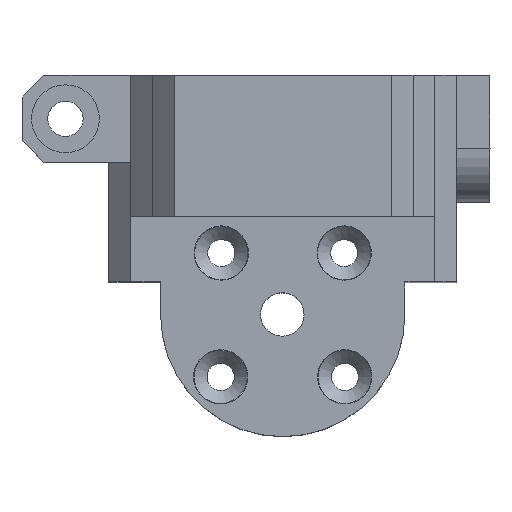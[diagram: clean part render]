
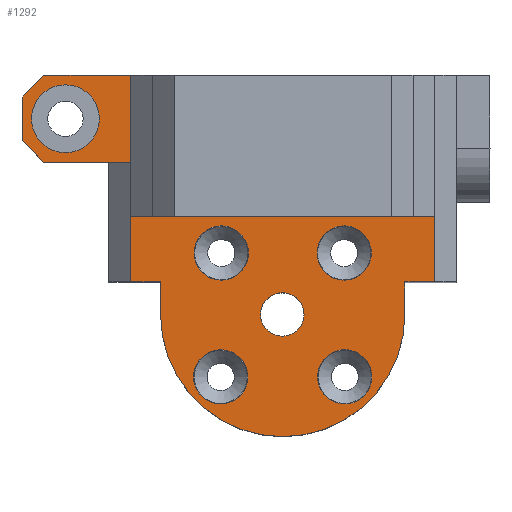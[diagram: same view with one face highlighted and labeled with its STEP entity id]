
A CAD part, top view. The second image highlights one B-rep face of the part: STEP entity #1292.
In plain terms, the highlighted planar face has unit normal (0, 0, 1).
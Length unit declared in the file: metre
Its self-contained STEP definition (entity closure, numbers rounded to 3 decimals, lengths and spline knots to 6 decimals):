
#75=LINE('',#1884,#182);
#89=LINE('',#1935,#196);
#100=LINE('',#1969,#207);
#109=LINE('',#2018,#216);
#110=LINE('',#2020,#217);
#111=LINE('',#2022,#218);
#112=LINE('',#2023,#219);
#113=LINE('',#2025,#220);
#114=LINE('',#2027,#221);
#115=LINE('',#2029,#222);
#116=LINE('',#2031,#223);
#117=LINE('',#2032,#224);
#118=LINE('',#2036,#225);
#182=VECTOR('',#1512,1.);
#196=VECTOR('',#1544,1.);
#207=VECTOR('',#1567,1.);
#216=VECTOR('',#1602,1.);
#217=VECTOR('',#1603,1.);
#218=VECTOR('',#1604,1.);
#219=VECTOR('',#1605,1.);
#220=VECTOR('',#1606,1.);
#221=VECTOR('',#1607,1.);
#222=VECTOR('',#1608,1.);
#223=VECTOR('',#1609,1.);
#224=VECTOR('',#1610,1.);
#225=VECTOR('',#1613,1.);
#356=ORIENTED_EDGE('',*,*,#665,.F.);
#357=ORIENTED_EDGE('',*,*,#697,.T.);
#358=ORIENTED_EDGE('',*,*,#698,.F.);
#359=ORIENTED_EDGE('',*,*,#699,.T.);
#360=ORIENTED_EDGE('',*,*,#644,.F.);
#361=ORIENTED_EDGE('',*,*,#700,.F.);
#362=ORIENTED_EDGE('',*,*,#701,.T.);
#363=ORIENTED_EDGE('',*,*,#702,.T.);
#364=ORIENTED_EDGE('',*,*,#703,.T.);
#365=ORIENTED_EDGE('',*,*,#704,.T.);
#366=ORIENTED_EDGE('',*,*,#680,.F.);
#367=ORIENTED_EDGE('',*,*,#705,.F.);
#368=ORIENTED_EDGE('',*,*,#706,.F.);
#369=ORIENTED_EDGE('',*,*,#707,.T.);
#370=ORIENTED_EDGE('',*,*,#672,.T.);
#371=ORIENTED_EDGE('',*,*,#685,.T.);
#372=ORIENTED_EDGE('',*,*,#708,.T.);
#373=ORIENTED_EDGE('',*,*,#709,.F.);
#374=ORIENTED_EDGE('',*,*,#710,.T.);
#375=ORIENTED_EDGE('',*,*,#711,.T.);
#644=EDGE_CURVE('',#819,#820,#75,.T.);
#665=EDGE_CURVE('',#837,#838,#89,.T.);
#672=EDGE_CURVE('',#844,#844,#941,.F.);
#680=EDGE_CURVE('',#851,#852,#100,.T.);
#685=EDGE_CURVE('',#855,#855,#943,.F.);
#697=EDGE_CURVE('',#837,#864,#109,.T.);
#698=EDGE_CURVE('',#865,#864,#110,.T.);
#699=EDGE_CURVE('',#865,#820,#111,.T.);
#700=EDGE_CURVE('',#866,#819,#112,.T.);
#701=EDGE_CURVE('',#866,#867,#113,.T.);
#702=EDGE_CURVE('',#867,#868,#114,.T.);
#703=EDGE_CURVE('',#868,#869,#115,.T.);
#704=EDGE_CURVE('',#869,#852,#116,.T.);
#705=EDGE_CURVE('',#870,#851,#117,.T.);
#706=EDGE_CURVE('',#871,#870,#949,.F.);
#707=EDGE_CURVE('',#871,#838,#118,.T.);
#708=EDGE_CURVE('',#872,#872,#950,.F.);
#709=EDGE_CURVE('',#873,#873,#951,.T.);
#710=EDGE_CURVE('',#874,#874,#952,.F.);
#711=EDGE_CURVE('',#875,#875,#953,.F.);
#819=VERTEX_POINT('',#1883);
#820=VERTEX_POINT('',#1885);
#837=VERTEX_POINT('',#1934);
#838=VERTEX_POINT('',#1936);
#844=VERTEX_POINT('',#1950);
#851=VERTEX_POINT('',#1970);
#852=VERTEX_POINT('',#1971);
#855=VERTEX_POINT('',#1980);
#864=VERTEX_POINT('',#2019);
#865=VERTEX_POINT('',#2021);
#866=VERTEX_POINT('',#2024);
#867=VERTEX_POINT('',#2026);
#868=VERTEX_POINT('',#2028);
#869=VERTEX_POINT('',#2030);
#870=VERTEX_POINT('',#2033);
#871=VERTEX_POINT('',#2035);
#872=VERTEX_POINT('',#2038);
#873=VERTEX_POINT('',#2040);
#874=VERTEX_POINT('',#2042);
#875=VERTEX_POINT('',#2044);
#941=CIRCLE('',#1385,0.0025);
#943=CIRCLE('',#1390,0.0025);
#949=CIRCLE('',#1401,0.01125);
#950=CIRCLE('',#1402,0.0025);
#951=CIRCLE('',#1403,0.003125);
#952=CIRCLE('',#1404,0.002);
#953=CIRCLE('',#1405,0.0025);
#1004=EDGE_LOOP('',(#356,#357,#358,#359,#360,#361,#362,#363,#364,#365,#366,
#367,#368,#369));
#1005=EDGE_LOOP('',(#370));
#1006=EDGE_LOOP('',(#371));
#1007=EDGE_LOOP('',(#372));
#1008=EDGE_LOOP('',(#373));
#1009=EDGE_LOOP('',(#374));
#1010=EDGE_LOOP('',(#375));
#1130=FACE_BOUND('',#1004,.T.);
#1131=FACE_BOUND('',#1005,.T.);
#1132=FACE_BOUND('',#1006,.T.);
#1133=FACE_BOUND('',#1007,.T.);
#1134=FACE_BOUND('',#1008,.T.);
#1135=FACE_BOUND('',#1009,.T.);
#1136=FACE_BOUND('',#1010,.T.);
#1239=PLANE('',#1400);
#1292=ADVANCED_FACE('',(#1130,#1131,#1132,#1133,#1134,#1135,#1136),#1239,
 .T.);
#1385=AXIS2_PLACEMENT_3D('',#1949,#1555,#1556);
#1390=AXIS2_PLACEMENT_3D('',#1979,#1575,#1576);
#1400=AXIS2_PLACEMENT_3D('',#2017,#1600,#1601);
#1401=AXIS2_PLACEMENT_3D('',#2034,#1611,#1612);
#1402=AXIS2_PLACEMENT_3D('',#2037,#1614,#1615);
#1403=AXIS2_PLACEMENT_3D('',#2039,#1616,#1617);
#1404=AXIS2_PLACEMENT_3D('',#2041,#1618,#1619);
#1405=AXIS2_PLACEMENT_3D('',#2043,#1620,#1621);
#1512=DIRECTION('',(1.,0.,0.));
#1544=DIRECTION('',(-1.,0.,0.));
#1555=DIRECTION('',(0.,0.,1.));
#1556=DIRECTION('',(1.,0.,0.));
#1567=DIRECTION('',(-1.,0.,0.));
#1575=DIRECTION('',(0.,0.,1.));
#1576=DIRECTION('',(1.,0.,0.));
#1600=DIRECTION('',(0.,0.,1.));
#1601=DIRECTION('',(1.,0.,0.));
#1602=DIRECTION('',(0.,1.,0.));
#1603=DIRECTION('',(1.,0.,0.));
#1604=DIRECTION('',(0.,1.,0.));
#1605=DIRECTION('',(0.707,0.707,0.));
#1606=DIRECTION('',(0.,-1.,0.));
#1607=DIRECTION('',(0.707,-0.707,0.));
#1608=DIRECTION('',(1.,0.,0.));
#1609=DIRECTION('',(0.,-1.,0.));
#1610=DIRECTION('',(0.,1.,0.));
#1611=DIRECTION('',(0.,0.,1.));
#1612=DIRECTION('',(0.,-1.,0.));
#1613=DIRECTION('',(0.,1.,0.));
#1614=DIRECTION('',(0.,0.,1.));
#1615=DIRECTION('',(1.,0.,0.));
#1616=DIRECTION('',(0.,0.,1.));
#1617=DIRECTION('',(1.,0.,0.));
#1618=DIRECTION('',(0.,0.,1.));
#1619=DIRECTION('',(1.,0.,0.));
#1620=DIRECTION('',(0.,0.,1.));
#1621=DIRECTION('',(1.,0.,0.));
#1883=CARTESIAN_POINT('',(-0.022817,0.045318,-0.158649));
#1884=CARTESIAN_POINT('',(-0.024817,0.045318,-0.158649));
#1885=CARTESIAN_POINT('',(-0.014817,0.045318,-0.158649));
#1934=CARTESIAN_POINT('',(0.013183,0.026296,-0.158649));
#1935=CARTESIAN_POINT('',(0.031183,0.026296,-0.158649));
#1936=CARTESIAN_POINT('',(0.010438,0.026296,-0.158649));
#1949=CARTESIAN_POINT('',(0.004845,0.028952,-0.158649));
#1950=CARTESIAN_POINT('',(0.007345,0.028952,-0.158649));
#1969=CARTESIAN_POINT('',(0.008911,0.026296,-0.158649));
#1970=CARTESIAN_POINT('',(-0.012062,0.026296,-0.158649));
#1971=CARTESIAN_POINT('',(-0.014817,0.026296,-0.158649));
#1979=CARTESIAN_POINT('',(-0.006469,0.028952,-0.158649));
#1980=CARTESIAN_POINT('',(-0.003969,0.028952,-0.158649));
#2017=CARTESIAN_POINT('',(-0.024817,0.041318,-0.158649));
#2018=CARTESIAN_POINT('',(0.013183,0.045318,-0.158649));
#2019=CARTESIAN_POINT('',(0.013183,0.032318,-0.158649));
#2020=CARTESIAN_POINT('',(-0.024817,0.032318,-0.158649));
#2021=CARTESIAN_POINT('',(-0.014817,0.032318,-0.158649));
#2022=CARTESIAN_POINT('',(-0.014817,0.045318,-0.158649));
#2023=CARTESIAN_POINT('',(-0.025817,0.042318,-0.158649));
#2024=CARTESIAN_POINT('',(-0.024817,0.043318,-0.158649));
#2025=CARTESIAN_POINT('',(-0.024817,0.041318,-0.158649));
#2026=CARTESIAN_POINT('',(-0.024817,0.039318,-0.158649));
#2027=CARTESIAN_POINT('',(-0.025817,0.040318,-0.158649));
#2028=CARTESIAN_POINT('',(-0.022817,0.037318,-0.158649));
#2029=CARTESIAN_POINT('',(-0.024817,0.037318,-0.158649));
#2030=CARTESIAN_POINT('',(-0.014817,0.037318,-0.158649));
#2031=CARTESIAN_POINT('',(-0.014817,0.041318,-0.158649));
#2032=CARTESIAN_POINT('',(-0.012062,0.024796,-0.158649));
#2033=CARTESIAN_POINT('',(-0.012062,0.023296,-0.158649));
#2034=CARTESIAN_POINT('',(-0.000812,0.023296,-0.158649));
#2035=CARTESIAN_POINT('',(0.010438,0.023296,-0.158649));
#2036=CARTESIAN_POINT('',(0.010438,0.024796,-0.158649));
#2037=CARTESIAN_POINT('',(-0.006524,0.017554,-0.158649));
#2038=CARTESIAN_POINT('',(-0.004024,0.017554,-0.158649));
#2039=CARTESIAN_POINT('',(-0.020817,0.041318,-0.158649));
#2040=CARTESIAN_POINT('',(-0.017692,0.041318,-0.158649));
#2041=CARTESIAN_POINT('',(-0.000847,0.023296,-0.158649));
#2042=CARTESIAN_POINT('',(0.001153,0.023296,-0.158649));
#2043=CARTESIAN_POINT('',(0.004901,0.017555,-0.158649));
#2044=CARTESIAN_POINT('',(0.007401,0.017555,-0.158649));
